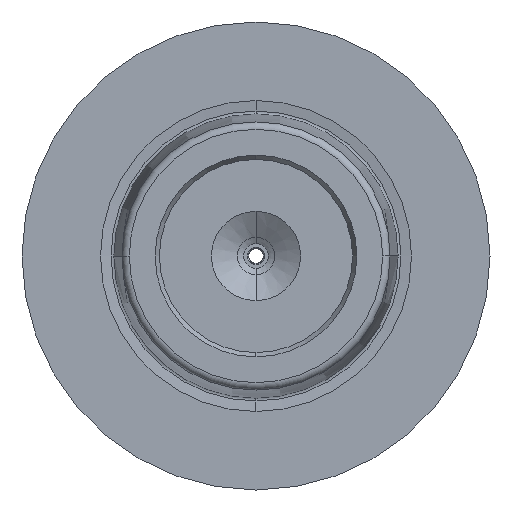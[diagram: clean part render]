
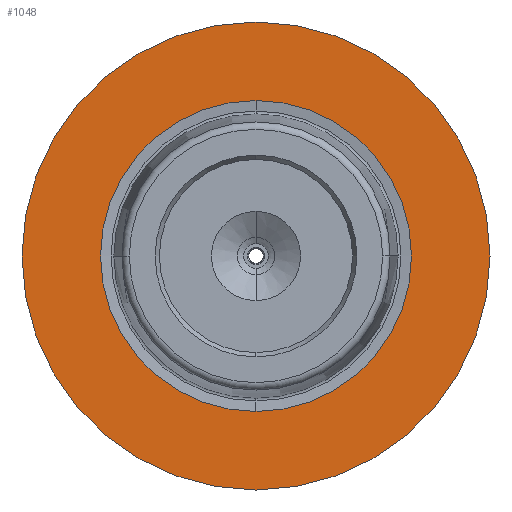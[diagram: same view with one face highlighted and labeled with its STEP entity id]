
A CAD part, left-side view. The second image highlights one B-rep face of the part: STEP entity #1048.
In plain terms, the highlighted planar face has unit normal (-1, 0, 0).
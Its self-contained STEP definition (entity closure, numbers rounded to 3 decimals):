
#387 = CIRCLE ( 'NONE', #2242, 31.5 ) ;
#523 = ORIENTED_EDGE ( 'NONE', *, *, #1643, .F. ) ;
#541 = AXIS2_PLACEMENT_3D ( 'NONE', #4078, #1077, #1302 ) ;
#782 = CARTESIAN_POINT ( 'NONE',  ( 0., 0., 0. ) ) ;
#798 = VERTEX_POINT ( 'NONE', #3277 ) ;
#896 = DIRECTION ( 'NONE',  ( 0., 0., 1. ) ) ;
#950 = DIRECTION ( 'NONE',  ( -1., 0., 0. ) ) ;
#954 = CARTESIAN_POINT ( 'NONE',  ( 0., 0., 0. ) ) ;
#1026 = DIRECTION ( 'NONE',  ( 0., 0., 1. ) ) ;
#1048 = ADVANCED_FACE ( 'NONE', ( #3286, #3126 ), #2955, .F. ) ;
#1077 = DIRECTION ( 'NONE',  ( -1., 0., 0. ) ) ;
#1102 = DIRECTION ( 'NONE',  ( -1., 0., 0. ) ) ;
#1174 = CARTESIAN_POINT ( 'NONE',  ( 0., 0., 0. ) ) ;
#1267 = EDGE_CURVE ( 'NONE', #798, #2998, #387, .T. ) ;
#1269 = AXIS2_PLACEMENT_3D ( 'NONE', #782, #1681, #1713 ) ;
#1302 = DIRECTION ( 'NONE',  ( 0., 0., 1. ) ) ;
#1569 = CARTESIAN_POINT ( 'NONE',  ( 0., 0., -31.5 ) ) ;
#1592 = CIRCLE ( 'NONE', #1269, 31.5 ) ;
#1643 = EDGE_CURVE ( 'NONE', #1851, #4002, #3998, .T. ) ;
#1681 = DIRECTION ( 'NONE',  ( -1., 0., 0. ) ) ;
#1713 = DIRECTION ( 'NONE',  ( 0., 0., 1. ) ) ;
#1851 = VERTEX_POINT ( 'NONE', #2446 ) ;
#2242 = AXIS2_PLACEMENT_3D ( 'NONE', #954, #950, #896 ) ;
#2446 = CARTESIAN_POINT ( 'NONE',  ( 0., 0., 20.93 ) ) ;
#2633 = AXIS2_PLACEMENT_3D ( 'NONE', #1174, #1102, #1026 ) ;
#2692 = ORIENTED_EDGE ( 'NONE', *, *, #3267, .F. ) ;
#2848 = DIRECTION ( 'NONE',  ( 0., 0., -1. ) ) ;
#2849 = DIRECTION ( 'NONE',  ( 1., 0., 0. ) ) ;
#2866 = CARTESIAN_POINT ( 'NONE',  ( 0., 0., 0. ) ) ;
#2952 = EDGE_LOOP ( 'NONE', ( #523, #2692 ) ) ;
#2955 = PLANE ( 'NONE',  #2970 ) ;
#2970 = AXIS2_PLACEMENT_3D ( 'NONE', #2866, #2849, #2848 ) ;
#2998 = VERTEX_POINT ( 'NONE', #1569 ) ;
#3126 = FACE_BOUND ( 'NONE', #2952, .T. ) ;
#3267 = EDGE_CURVE ( 'NONE', #4002, #1851, #3396, .T. ) ;
#3277 = CARTESIAN_POINT ( 'NONE',  ( 0., 0., 31.5 ) ) ;
#3286 = FACE_OUTER_BOUND ( 'NONE', #4431, .T. ) ;
#3391 = ORIENTED_EDGE ( 'NONE', *, *, #1267, .T. ) ;
#3396 = CIRCLE ( 'NONE', #2633, 20.93 ) ;
#3998 = CIRCLE ( 'NONE', #541, 20.93 ) ;
#4002 = VERTEX_POINT ( 'NONE', #5155 ) ;
#4078 = CARTESIAN_POINT ( 'NONE',  ( 0., 0., 0. ) ) ;
#4157 = EDGE_CURVE ( 'NONE', #2998, #798, #1592, .T. ) ;
#4418 = ORIENTED_EDGE ( 'NONE', *, *, #4157, .T. ) ;
#4431 = EDGE_LOOP ( 'NONE', ( #3391, #4418 ) ) ;
#5155 = CARTESIAN_POINT ( 'NONE',  ( 0., 0., -20.93 ) ) ;
